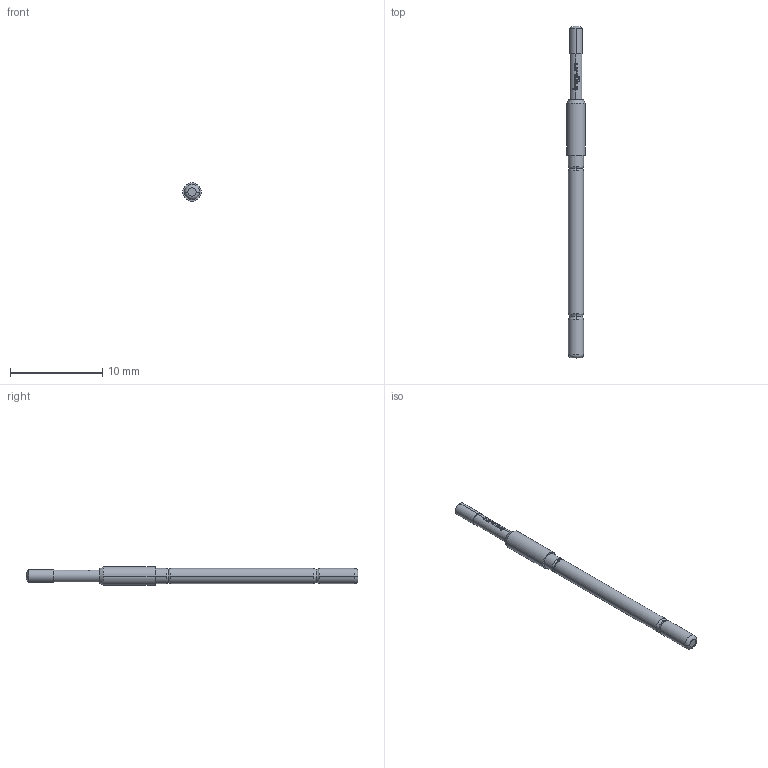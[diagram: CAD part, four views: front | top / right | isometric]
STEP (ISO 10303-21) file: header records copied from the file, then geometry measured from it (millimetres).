
FILE_DESCRIPTION (( 'STEP AP203' ), '1' );
FILE_NAME ('INGUN_GKS-912_305_140_A_xx06.STEP', '2021-10-18T13:21:53', ( 'ochi' ), ( '' ), 'SwSTEP 2.0', 'SolidWorks 2018', '' );
FILE_SCHEMA (( 'CONFIG_CONTROL_DESIGN' ));
Length unit declared in the file: millimetre
Products named in the file (1): INGUN_GKS-912_305_140_A_xx06
Bounding box: 2 x 36 x 2 mm (x, y, z)
Volume: 76 mm3; surface area: 189 mm2
Topology: 1 solids, 1 shells, 111 faces, 308 edges, 203 vertices
Faces by surface type: plane 44, cylinder 31, bspline 22, torus 10, sphere 2, cone 2
Entity records: 4605 total; most frequent: CARTESIAN_POINT 2141, ORIENTED_EDGE 616, DIRECTION 320, EDGE_CURVE 308, B_SPLINE_CURVE_WITH_KNOTS 222, VERTEX_POINT 203, AXIS2_PLACEMENT_3D 144, EDGE_LOOP 115
